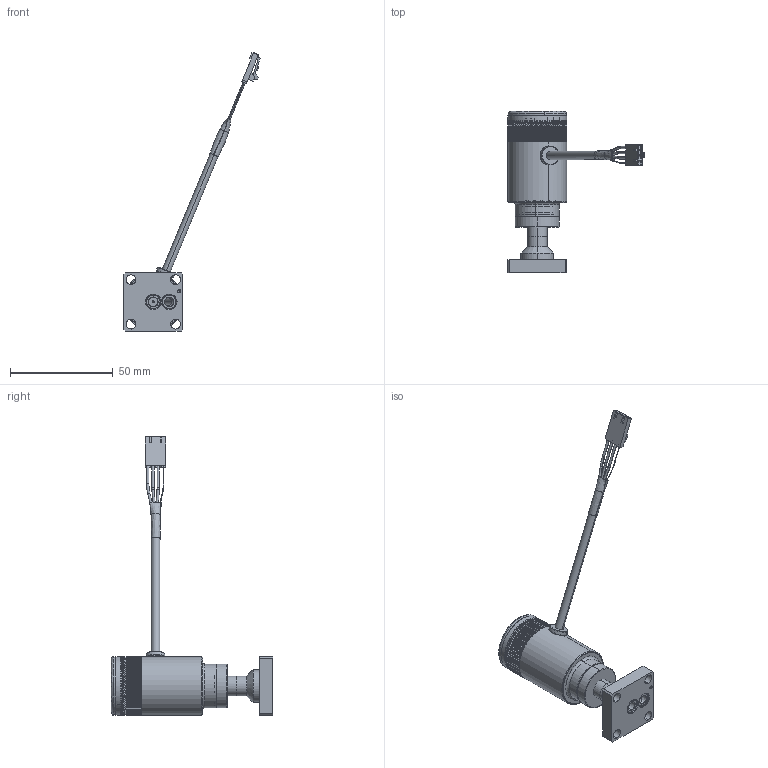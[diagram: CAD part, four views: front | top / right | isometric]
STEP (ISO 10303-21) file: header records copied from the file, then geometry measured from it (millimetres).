
FILE_DESCRIPTION (( 'STEP AP203' ), '1' );
FILE_NAME ('GID-Y-CS-L.STEP', '2019-03-15T18:11:26', ( 'mrutkowski' ), ( 'Hewlett-Packard Company' ), 'SwSTEP 2.0', 'SolidWorks 2017', '' );
FILE_SCHEMA (( 'CONFIG_CONTROL_DESIGN' ));
Length unit declared in the file: inch
Products named in the file (1): GID-Y-CS-L
Bounding box: 66.3 x 78.57 x 135.68 mm (x, y, z)
Volume: 19515.8 mm3; surface area: 23547.1 mm2
Topology: 15 solids, 15 shells, 1817 faces, 4557 edges, 2884 vertices
Faces by surface type: plane 811, bspline 550, cylinder 422, torus 18, cone 16
Entity records: 75373 total; most frequent: CARTESIAN_POINT 35228, ORIENTED_EDGE 9106, DIRECTION 6922, EDGE_CURVE 4553, VERTEX_POINT 2884, LINE 2530, VECTOR 2530, AXIS2_PLACEMENT_3D 2196
